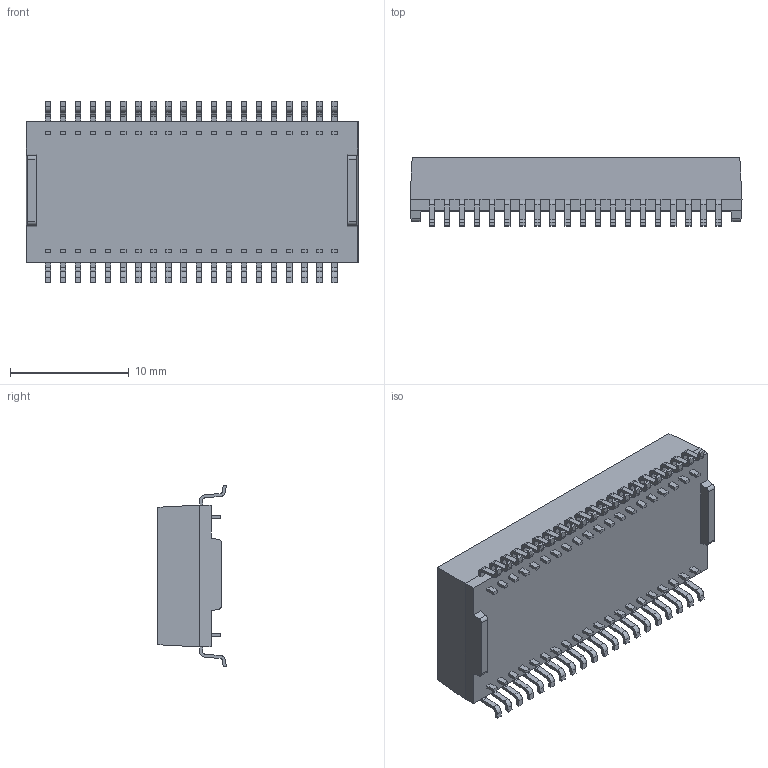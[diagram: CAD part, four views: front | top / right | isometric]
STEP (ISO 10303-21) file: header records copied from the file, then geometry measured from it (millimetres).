
FILE_DESCRIPTION (( 'STEP AP214' ), '1' );
FILE_NAME ('S558-5999-AA-F.STEP', '2024-05-08T17:49:14', ( '' ), ( '' ), 'SwSTEP 2.0', 'SolidWorks 2022', '' );
FILE_SCHEMA (( 'AUTOMOTIVE_DESIGN' ));
Length unit declared in the file: millimetre
Products named in the file (1): S558-5999-AA-F
Bounding box: 27.94 x 5.75 x 15.24 mm (x, y, z)
Volume: 1491.3 mm3; surface area: 1252.9 mm2
Topology: 1 solids, 1 shells, 781 faces, 2115 edges, 1382 vertices
Faces by surface type: plane 596, cylinder 166, bspline 19
Entity records: 24862 total; most frequent: CARTESIAN_POINT 4741, ORIENTED_EDGE 4230, DIRECTION 3906, EDGE_CURVE 2115, LINE 1732, VECTOR 1732, VERTEX_POINT 1382, AXIS2_PLACEMENT_3D 1087
